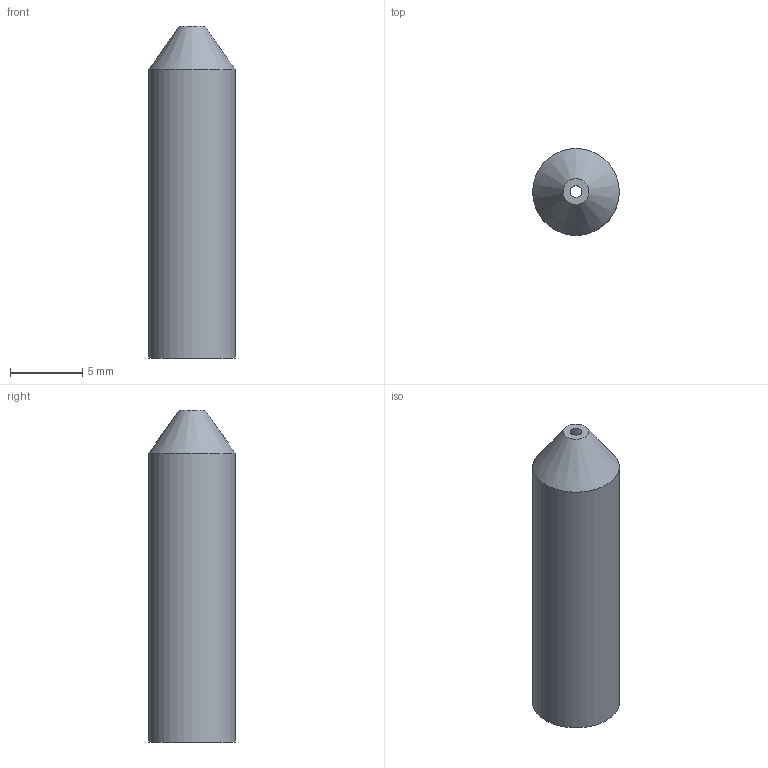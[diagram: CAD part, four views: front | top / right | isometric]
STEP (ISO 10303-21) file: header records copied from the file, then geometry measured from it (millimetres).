
FILE_DESCRIPTION(/* description */ (''),/* implementation_level */ '2;1');
FILE_NAME(/* name */ 'Nozzle o4.stp',/* time_stamp */ '2025-09-25T14:07:31-05:00',/* author */ ('yo'),/* organization */ (''),/* preprocessor_version */ 'ST-DEVELOPER v20',/* originating_system */ 'Autodesk Inventor 2025',/* authorisation */ '');
FILE_SCHEMA (('AUTOMOTIVE_DESIGN { 1 0 10303 214 3 1 1 }'));
Length unit declared in the file: millimetre
Products named in the file (1): Nozzle
Bounding box: 6 x 6 x 23 mm (x, y, z)
Volume: 330.2 mm3; surface area: 731.4 mm2
Topology: 1 solids, 1 shells, 7 faces, 12 edges, 8 vertices
Faces by surface type: plane 3, cone 2, cylinder 2
Full cylindrical faces by diameter (mm): 4 x1, 6 x1
Entity records: 221 total; most frequent: DIRECTION 36, CARTESIAN_POINT 28, ORIENTED_EDGE 24, AXIS2_PLACEMENT_3D 16, EDGE_CURVE 12, EDGE_LOOP 10, CIRCLE 8, VERTEX_POINT 8
